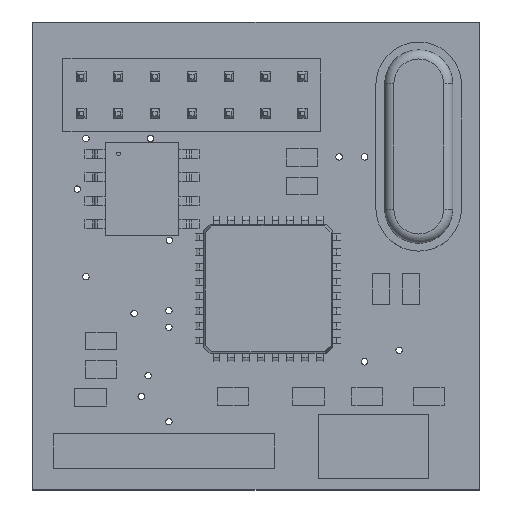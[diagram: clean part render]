
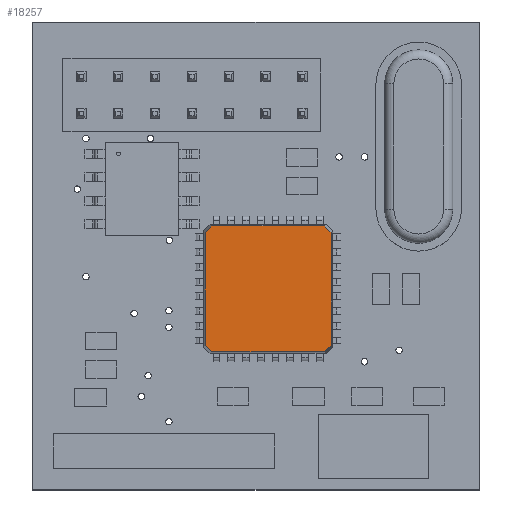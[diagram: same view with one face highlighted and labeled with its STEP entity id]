
A CAD part, top view. The second image highlights one B-rep face of the part: STEP entity #18257.
In plain terms, the highlighted planar face has unit normal (0, 0, 1).
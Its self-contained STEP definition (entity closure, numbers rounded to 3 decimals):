
#381=PLANE('',#19567);
#1236=FACE_OUTER_BOUND('',#2346,.T.);
#2346=EDGE_LOOP('',(#12622,#12623,#12624,#12625,#12626,#12627,#12628,#12629));
#3466=LINE('',#26440,#5583);
#3468=LINE('',#26445,#5585);
#3471=LINE('',#26451,#5588);
#3474=LINE('',#26457,#5591);
#3477=LINE('',#26461,#5594);
#3478=LINE('',#26462,#5595);
#3479=LINE('',#26463,#5596);
#3480=LINE('',#26464,#5597);
#5583=VECTOR('',#21346,1000.);
#5585=VECTOR('',#21350,1000.);
#5588=VECTOR('',#21355,1000.);
#5591=VECTOR('',#21360,1000.);
#5594=VECTOR('',#21365,1000.);
#5595=VECTOR('',#21366,1000.);
#5596=VECTOR('',#21367,1000.);
#5597=VECTOR('',#21368,1000.);
#8163=VERTEX_POINT('',#26437);
#8164=VERTEX_POINT('',#26439);
#8165=VERTEX_POINT('',#26443);
#8166=VERTEX_POINT('',#26444);
#8167=VERTEX_POINT('',#26449);
#8168=VERTEX_POINT('',#26450);
#8169=VERTEX_POINT('',#26455);
#8170=VERTEX_POINT('',#26456);
#9882=EDGE_CURVE('',#8163,#8164,#3466,.T.);
#9884=EDGE_CURVE('',#8165,#8166,#3468,.T.);
#9887=EDGE_CURVE('',#8167,#8168,#3471,.T.);
#9890=EDGE_CURVE('',#8169,#8170,#3474,.T.);
#9893=EDGE_CURVE('',#8163,#8166,#3477,.T.);
#9894=EDGE_CURVE('',#8165,#8168,#3478,.T.);
#9895=EDGE_CURVE('',#8167,#8170,#3479,.T.);
#9896=EDGE_CURVE('',#8169,#8164,#3480,.T.);
#12622=ORIENTED_EDGE('',*,*,#9882,.F.);
#12623=ORIENTED_EDGE('',*,*,#9893,.T.);
#12624=ORIENTED_EDGE('',*,*,#9884,.F.);
#12625=ORIENTED_EDGE('',*,*,#9894,.T.);
#12626=ORIENTED_EDGE('',*,*,#9887,.F.);
#12627=ORIENTED_EDGE('',*,*,#9895,.T.);
#12628=ORIENTED_EDGE('',*,*,#9890,.F.);
#12629=ORIENTED_EDGE('',*,*,#9896,.T.);
#18257=ADVANCED_FACE('',(#1236),#381,.F.);
#19567=AXIS2_PLACEMENT_3D('',#26460,#21363,#21364);
#21346=DIRECTION('',(0.,1.,0.));
#21350=DIRECTION('',(-1.,0.,0.));
#21355=DIRECTION('',(0.,-1.,0.));
#21360=DIRECTION('',(1.,0.,0.));
#21363=DIRECTION('center_axis',(0.,0.,
-1.));
#21364=DIRECTION('ref_axis',(-1.,0.,0.));
#21365=DIRECTION('',(0.712,-0.702,0.));
#21366=DIRECTION('',(0.702,0.712,0.));
#21367=DIRECTION('',(-0.712,0.702,0.));
#21368=DIRECTION('',(-0.702,-0.712,0.));
#26437=CARTESIAN_POINT('',(-0.594,1.176,0.725));
#26439=CARTESIAN_POINT('',(-0.594,7.305,0.725));
#26440=CARTESIAN_POINT('',(-0.594,4.243,0.725));
#26443=CARTESIAN_POINT('',(5.893,0.823,0.725));
#26444=CARTESIAN_POINT('',(-0.236,0.823,0.725));
#26445=CARTESIAN_POINT('',(2.826,0.823,0.725));
#26449=CARTESIAN_POINT('',(6.246,7.31,0.725));
#26450=CARTESIAN_POINT('',(6.246,1.181,0.725));
#26451=CARTESIAN_POINT('',(6.246,4.243,0.725));
#26455=CARTESIAN_POINT('',(-0.241,7.663,0.725));
#26456=CARTESIAN_POINT('',(5.888,7.663,0.725));
#26457=CARTESIAN_POINT('',(2.826,7.663,0.725));
#26460=CARTESIAN_POINT('Origin',(2.826,4.243,0.725));
#26461=CARTESIAN_POINT('',(-0.236,0.823,0.725));
#26462=CARTESIAN_POINT('',(6.246,1.181,0.725));
#26463=CARTESIAN_POINT('',(5.888,7.663,0.725));
#26464=CARTESIAN_POINT('',(-0.594,7.305,0.725));
